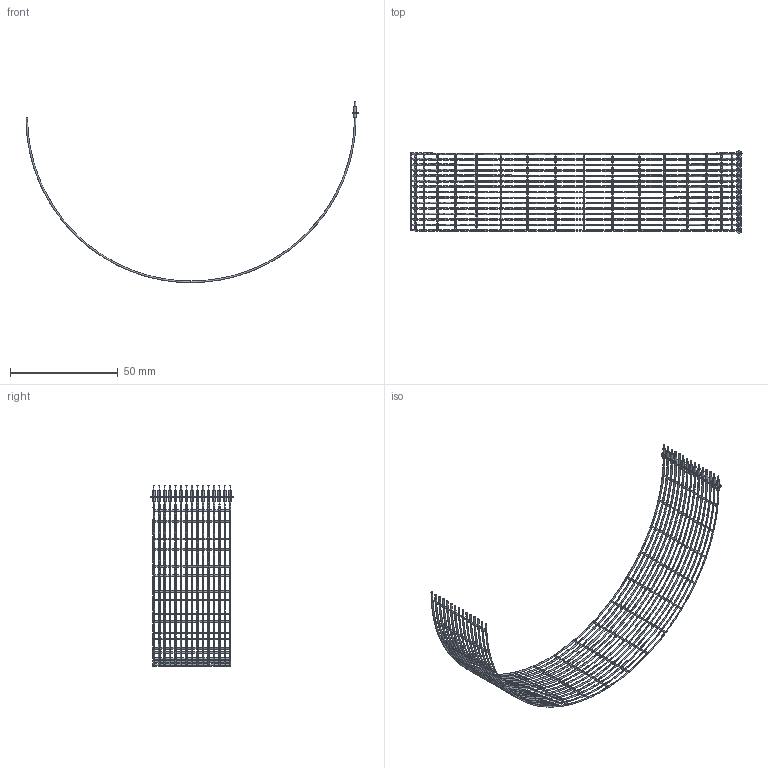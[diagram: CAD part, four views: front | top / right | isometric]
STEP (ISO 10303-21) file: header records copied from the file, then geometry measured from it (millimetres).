
FILE_DESCRIPTION (( 'STEP AP203' ), '1' );
FILE_NAME ('A2358-1-WR.STEP', '2013-11-18T21:26:59', ( '' ), ( '' ), 'SwSTEP 2.0', 'SolidWorks 2012', '' );
FILE_SCHEMA (( 'CONFIG_CONTROL_DESIGN' ));
Length unit declared in the file: inch
Products named in the file (1): A2358-1-WR
Bounding box: 154.14 x 38.23 x 84.19 mm (x, y, z)
Volume: 1893.5 mm3; surface area: 9781.6 mm2
Topology: 1 solids, 1 shells, 1049 faces, 3411 edges, 2012 vertices
Faces by surface type: torus 564, cylinder 386, plane 99
Entity records: 49484 total; most frequent: CARTESIAN_POINT 21856, ORIENTED_EDGE 6822, DIRECTION 4743, EDGE_CURVE 3411, AXIS2_PLACEMENT_3D 2097, VERTEX_POINT 2012, B_SPLINE_CURVE_WITH_KNOTS 1815, EDGE_LOOP 1201
